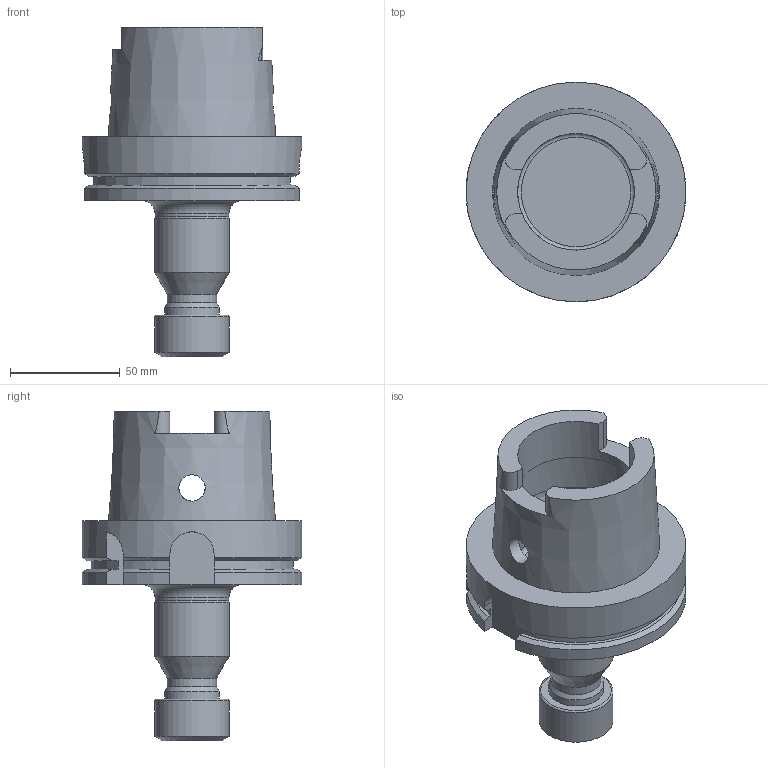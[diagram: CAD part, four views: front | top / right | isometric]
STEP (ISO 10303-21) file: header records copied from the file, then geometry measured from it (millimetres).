
FILE_DESCRIPTION(/* description */ (''),/* implementation_level */ '2;1');
FILE_NAME(/* name */ '1644412458139.stp',/* time_stamp */ '2022-02-09T14:14:26+01:00',/* author */ (''),/* organization */ ('SMS'),/* preprocessor_version */ 'ST-DEVELOPER v16.7',/* originating_system */ 'SIEMENS PLM Software NX 12.0',/* authorisation */ '');
FILE_SCHEMA (('AUTOMOTIVE_DESIGN { 1 0 10303 214 3 1 1 1 }'));
Length unit declared in the file: millimetre
Products named in the file (1): 203900010mod000_00
Bounding box: 99.93 x 99.93 x 149.9 mm (x, y, z)
Volume: 317950.6 mm3; surface area: 55883.4 mm2
Topology: 1 solids, 1 shells, 75 faces, 209 edges, 139 vertices
Faces by surface type: plane 31, cylinder 26, cone 12, torus 6
Full cylindrical faces by diameter (mm): 12 x2, 22.5 x1, 25 x1, 33.6 x1, 33.7 x1, 34 x1, 53.06 x2, 63.095 x1, 99.93 x1
Entity records: 2393 total; most frequent: CARTESIAN_POINT 584, DIRECTION 368, ORIENTED_EDGE 342, EDGE_CURVE 171, AXIS2_PLACEMENT_3D 147, VERTEX_POINT 122, EDGE_LOOP 103, ADVANCED_FACE 75
